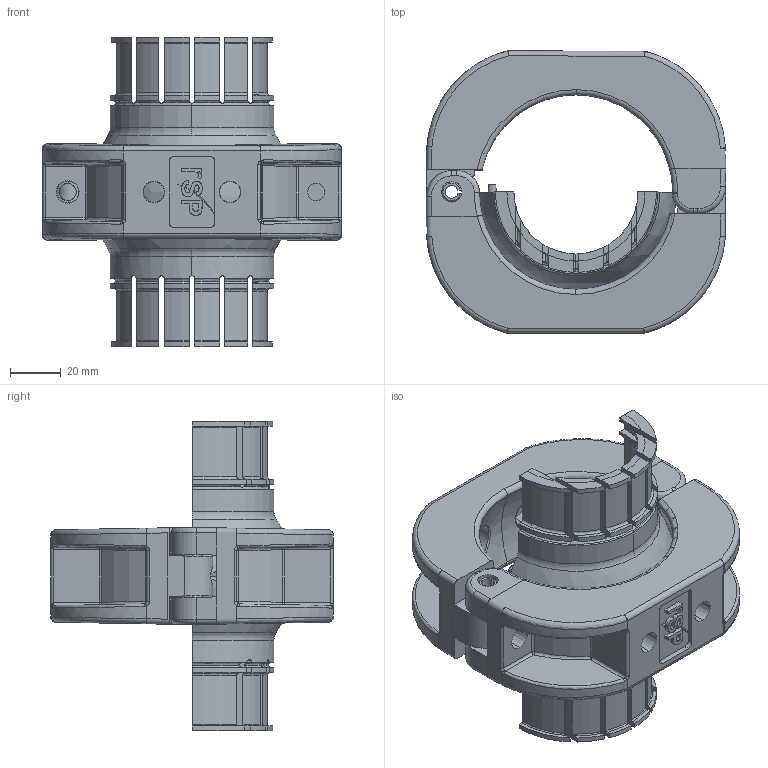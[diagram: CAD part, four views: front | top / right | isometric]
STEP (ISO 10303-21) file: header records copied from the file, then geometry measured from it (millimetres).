
FILE_DESCRIPTION (( 'STEP AP203' ), '1' );
FILE_NAME ('P8255.STEP', '2021-06-17T12:13:13', ( '' ), ( '' ), 'SwSTEP 2.0', 'SolidWorks 2019', '' );
FILE_SCHEMA (( 'CONFIG_CONTROL_DESIGN' ));
Length unit declared in the file: millimetre
Products named in the file (1): P8255
Bounding box: 118.04 x 111.31 x 122 mm (x, y, z)
Volume: 224007.2 mm3; surface area: 85892 mm2
Topology: 5 solids, 5 shells, 880 faces, 2361 edges, 1472 vertices
Faces by surface type: cylinder 239, plane 216, bspline 162, torus 128, cone 97, sphere 38
Entity records: 50073 total; most frequent: CARTESIAN_POINT 20524, ORIENTED_EDGE 6702, DIRECTION 5659, EDGE_CURVE 3351, AXIS2_PLACEMENT_3D 2245, VERTEX_POINT 2149, EDGE_LOOP 1290, ADVANCED_FACE 1238
